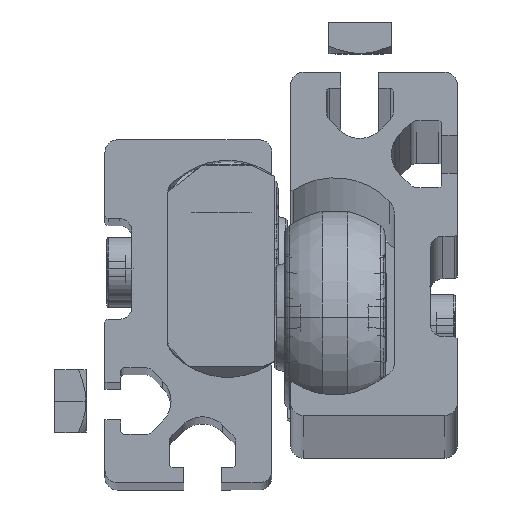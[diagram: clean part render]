
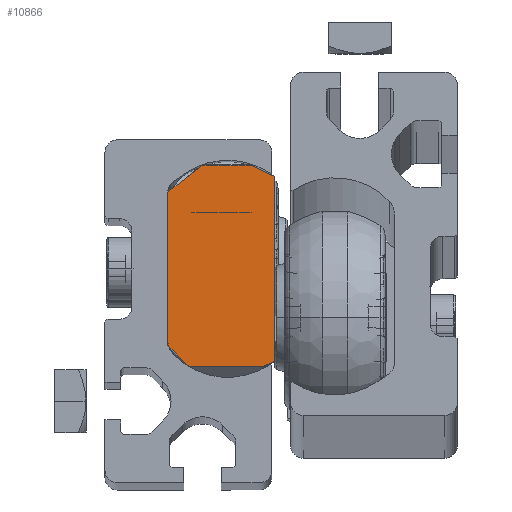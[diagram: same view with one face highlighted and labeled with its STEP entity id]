
A CAD part, top view. The second image highlights one B-rep face of the part: STEP entity #10866.
In plain terms, the highlighted face is planar.
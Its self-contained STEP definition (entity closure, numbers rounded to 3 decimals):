
#351 = CARTESIAN_POINT ( 'NONE',  ( 19., -15.5, 5.2 ) ) ;
#626 = VECTOR ( 'NONE', #5592, 1000. ) ;
#798 = CARTESIAN_POINT ( 'NONE',  ( 19., -12.2, 8.5 ) ) ;
#1138 = VECTOR ( 'NONE', #17880, 1000. ) ;
#1257 = VERTEX_POINT ( 'NONE', #22358 ) ;
#1376 = DIRECTION ( 'NONE',  ( 0., -1., 0. ) ) ;
#1636 = DIRECTION ( 'NONE',  ( 0., 0., 1. ) ) ;
#2097 = LINE ( 'NONE', #11580, #626 ) ;
#3039 = ORIENTED_EDGE ( 'NONE', *, *, #21490, .T. ) ;
#3407 = VERTEX_POINT ( 'NONE', #798 ) ;
#3523 = EDGE_CURVE ( 'NONE', #4523, #1257, #14112, .T. ) ;
#3744 = CARTESIAN_POINT ( 'NONE',  ( 19., -12.2, 8.5 ) ) ;
#4001 = DIRECTION ( 'NONE',  ( 0., 0., 1. ) ) ;
#4523 = VERTEX_POINT ( 'NONE', #13327 ) ;
#5592 = DIRECTION ( 'NONE',  ( 0., 0., -1. ) ) ;
#5635 = CARTESIAN_POINT ( 'NONE',  ( 19., 12.203, 8.5 ) ) ;
#5683 = DIRECTION ( 'NONE',  ( -1., 0., 0. ) ) ;
#5717 = EDGE_CURVE ( 'NONE', #17623, #18886, #7316, .T. ) ;
#5789 = VECTOR ( 'NONE', #1636, 1000. ) ;
#6045 = EDGE_LOOP ( 'NONE', ( #23147, #19812, #14433, #9262, #22219, #20149, #21819, #3039 ) ) ;
#6981 = VECTOR ( 'NONE', #14562, 1000. ) ;
#7316 = LINE ( 'NONE', #5635, #1138 ) ;
#8167 = CARTESIAN_POINT ( 'NONE',  ( 19., -12.2, 8.5 ) ) ;
#9262 = ORIENTED_EDGE ( 'NONE', *, *, #14301, .T. ) ;
#9304 = CARTESIAN_POINT ( 'NONE',  ( 19., -14.661, -8.5 ) ) ;
#10866 = ADVANCED_FACE ( 'NONE', ( #11438 ), #18772, .F. ) ;
#11189 = CARTESIAN_POINT ( 'NONE',  ( 19., -15.5, -6.7 ) ) ;
#11314 = CARTESIAN_POINT ( 'NONE',  ( 19., 1.5, 22.2 ) ) ;
#11319 = LINE ( 'NONE', #9304, #6981 ) ;
#11438 = FACE_OUTER_BOUND ( 'NONE', #6045, .T. ) ;
#11580 = CARTESIAN_POINT ( 'NONE',  ( 19., -15.5, 5.2 ) ) ;
#11846 = LINE ( 'NONE', #8167, #15743 ) ;
#11964 = CARTESIAN_POINT ( 'NONE',  ( 19., 16.5, -4.6 ) ) ;
#12687 = LINE ( 'NONE', #18094, #5789 ) ;
#13327 = CARTESIAN_POINT ( 'NONE',  ( 19., 14.681, -8.5 ) ) ;
#13340 = CARTESIAN_POINT ( 'NONE',  ( 19., 16.5, -4.6 ) ) ;
#14112 = LINE ( 'NONE', #17827, #17086 ) ;
#14275 = VECTOR ( 'NONE', #23633, 1000. ) ;
#14301 = EDGE_CURVE ( 'NONE', #19925, #17985, #2097, .T. ) ;
#14433 = ORIENTED_EDGE ( 'NONE', *, *, #21105, .T. ) ;
#14562 = DIRECTION ( 'NONE',  ( 0., -0.423, 0.906 ) ) ;
#15009 = DIRECTION ( 'NONE',  ( 0., -0.423, -0.906 ) ) ;
#15743 = VECTOR ( 'NONE', #20872, 1000. ) ;
#16895 = EDGE_CURVE ( 'NONE', #3407, #17623, #11846, .T. ) ;
#17086 = VECTOR ( 'NONE', #1376, 1000. ) ;
#17623 = VERTEX_POINT ( 'NONE', #18520 ) ;
#17827 = CARTESIAN_POINT ( 'NONE',  ( 19., 14.681, -8.5 ) ) ;
#17880 = DIRECTION ( 'NONE',  ( 0., 0.616, -0.788 ) ) ;
#17985 = VERTEX_POINT ( 'NONE', #11189 ) ;
#18094 = CARTESIAN_POINT ( 'NONE',  ( 19., 16.5, -4.6 ) ) ;
#18520 = CARTESIAN_POINT ( 'NONE',  ( 19., 12.203, 8.5 ) ) ;
#18772 = PLANE ( 'NONE',  #18988 ) ;
#18886 = VERTEX_POINT ( 'NONE', #19408 ) ;
#18988 = AXIS2_PLACEMENT_3D ( 'NONE', #11314, #5683, #4001 ) ;
#19408 = CARTESIAN_POINT ( 'NONE',  ( 19., 16.5, 3. ) ) ;
#19812 = ORIENTED_EDGE ( 'NONE', *, *, #16895, .F. ) ;
#19925 = VERTEX_POINT ( 'NONE', #351 ) ;
#20031 = VECTOR ( 'NONE', #15009, 1000. ) ;
#20149 = ORIENTED_EDGE ( 'NONE', *, *, #3523, .F. ) ;
#20642 = EDGE_CURVE ( 'NONE', #1257, #17985, #11319, .T. ) ;
#20872 = DIRECTION ( 'NONE',  ( 0., 1., 0. ) ) ;
#21105 = EDGE_CURVE ( 'NONE', #3407, #19925, #22191, .T. ) ;
#21291 = VERTEX_POINT ( 'NONE', #11964 ) ;
#21361 = EDGE_CURVE ( 'NONE', #21291, #4523, #22430, .T. ) ;
#21490 = EDGE_CURVE ( 'NONE', #21291, #18886, #12687, .T. ) ;
#21819 = ORIENTED_EDGE ( 'NONE', *, *, #21361, .F. ) ;
#22191 = LINE ( 'NONE', #3744, #14275 ) ;
#22219 = ORIENTED_EDGE ( 'NONE', *, *, #20642, .F. ) ;
#22358 = CARTESIAN_POINT ( 'NONE',  ( 19., -14.661, -8.5 ) ) ;
#22430 = LINE ( 'NONE', #13340, #20031 ) ;
#23147 = ORIENTED_EDGE ( 'NONE', *, *, #5717, .F. ) ;
#23633 = DIRECTION ( 'NONE',  ( 0., -0.707, -0.707 ) ) ;
